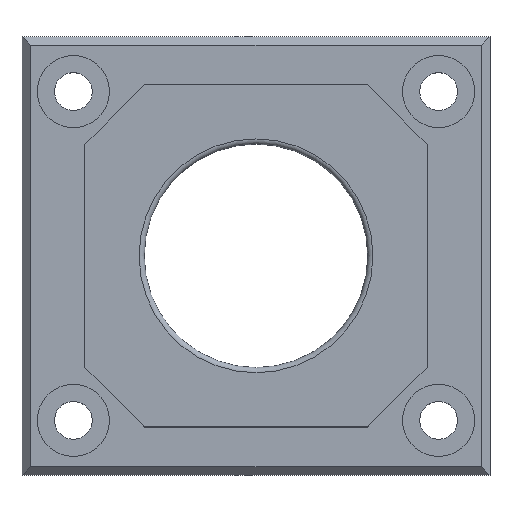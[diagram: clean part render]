
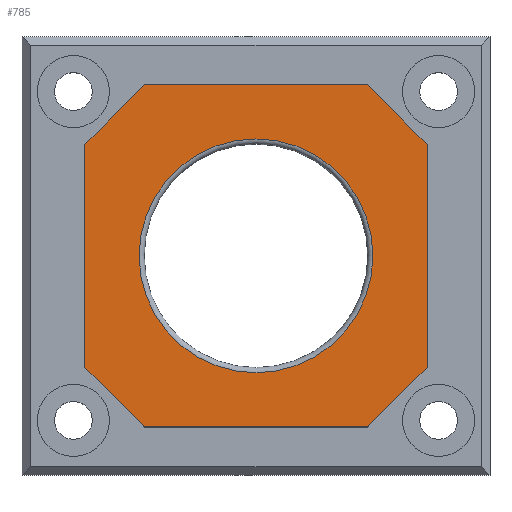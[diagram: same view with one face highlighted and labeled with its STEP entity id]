
A CAD part, top view. The second image highlights one B-rep face of the part: STEP entity #785.
In plain terms, the highlighted planar face has unit normal (0, 0, 1).
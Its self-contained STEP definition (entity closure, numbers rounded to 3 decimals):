
#15=FACE_BOUND('',#296,.T.);
#31=PLANE('',#851);
#67=LINE('',#1159,#153);
#68=LINE('',#1161,#154);
#69=LINE('',#1163,#155);
#70=LINE('',#1165,#156);
#71=LINE('',#1167,#157);
#72=LINE('',#1169,#158);
#73=LINE('',#1171,#159);
#74=LINE('',#1172,#160);
#153=VECTOR('',#934,10.);
#154=VECTOR('',#935,10.);
#155=VECTOR('',#936,10.);
#156=VECTOR('',#937,10.);
#157=VECTOR('',#938,10.);
#158=VECTOR('',#939,10.);
#159=VECTOR('',#940,10.);
#160=VECTOR('',#941,10.);
#249=FACE_OUTER_BOUND('',#295,.T.);
#295=EDGE_LOOP('',(#572,#573,#574,#575,#576,#577,#578,#579));
#296=EDGE_LOOP('',(#580));
#355=CIRCLE('',#844,6.8);
#379=VERTEX_POINT('',#1143);
#384=VERTEX_POINT('',#1157);
#385=VERTEX_POINT('',#1158);
#386=VERTEX_POINT('',#1160);
#387=VERTEX_POINT('',#1162);
#388=VERTEX_POINT('',#1164);
#389=VERTEX_POINT('',#1166);
#390=VERTEX_POINT('',#1168);
#391=VERTEX_POINT('',#1170);
#451=EDGE_CURVE('',#379,#379,#355,.T.);
#458=EDGE_CURVE('',#384,#385,#67,.T.);
#459=EDGE_CURVE('',#385,#386,#68,.T.);
#460=EDGE_CURVE('',#386,#387,#69,.T.);
#461=EDGE_CURVE('',#387,#388,#70,.T.);
#462=EDGE_CURVE('',#388,#389,#71,.T.);
#463=EDGE_CURVE('',#389,#390,#72,.T.);
#464=EDGE_CURVE('',#390,#391,#73,.T.);
#465=EDGE_CURVE('',#391,#384,#74,.T.);
#572=ORIENTED_EDGE('',*,*,#458,.T.);
#573=ORIENTED_EDGE('',*,*,#459,.T.);
#574=ORIENTED_EDGE('',*,*,#460,.T.);
#575=ORIENTED_EDGE('',*,*,#461,.T.);
#576=ORIENTED_EDGE('',*,*,#462,.T.);
#577=ORIENTED_EDGE('',*,*,#463,.T.);
#578=ORIENTED_EDGE('',*,*,#464,.T.);
#579=ORIENTED_EDGE('',*,*,#465,.T.);
#580=ORIENTED_EDGE('',*,*,#451,.F.);
#785=ADVANCED_FACE('',(#249,#15),#31,.T.);
#844=AXIS2_PLACEMENT_3D('',#1144,#917,#918);
#851=AXIS2_PLACEMENT_3D('',#1156,#932,#933);
#917=DIRECTION('center_axis',(0.,0.,1.));
#918=DIRECTION('ref_axis',(0.,1.,0.));
#932=DIRECTION('center_axis',(0.,0.,1.));
#933=DIRECTION('ref_axis',(1.,0.,0.));
#934=DIRECTION('',(-0.707,-0.707,0.));
#935=DIRECTION('',(0.,-1.,0.));
#936=DIRECTION('',(0.707,-0.707,0.));
#937=DIRECTION('',(1.,0.,0.));
#938=DIRECTION('',(0.707,0.707,0.));
#939=DIRECTION('',(0.,1.,0.));
#940=DIRECTION('',(-0.707,0.707,0.));
#941=DIRECTION('',(-1.,0.,0.));
#1143=CARTESIAN_POINT('',(6.8,-0.756,11.305));
#1144=CARTESIAN_POINT('Origin',(0.,-0.756,
11.305));
#1156=CARTESIAN_POINT('Origin',(0.,-0.756,
11.305));
#1157=CARTESIAN_POINT('',(-6.497,9.194,11.305));
#1158=CARTESIAN_POINT('',(-9.95,5.741,11.305));
#1159=CARTESIAN_POINT('',(-6.497,9.194,11.305));
#1160=CARTESIAN_POINT('',(-9.95,-7.253,11.305));
#1161=CARTESIAN_POINT('',(-9.95,5.741,11.305));
#1162=CARTESIAN_POINT('',(-6.497,-10.706,11.305));
#1163=CARTESIAN_POINT('',(-9.95,-7.253,11.305));
#1164=CARTESIAN_POINT('',(6.497,-10.706,11.305));
#1165=CARTESIAN_POINT('',(-6.497,-10.706,11.305));
#1166=CARTESIAN_POINT('',(9.95,-7.253,11.305));
#1167=CARTESIAN_POINT('',(6.497,-10.706,11.305));
#1168=CARTESIAN_POINT('',(9.95,5.741,11.305));
#1169=CARTESIAN_POINT('',(9.95,-7.253,11.305));
#1170=CARTESIAN_POINT('',(6.497,9.194,11.305));
#1171=CARTESIAN_POINT('',(9.95,5.741,11.305));
#1172=CARTESIAN_POINT('',(6.497,9.194,11.305));
